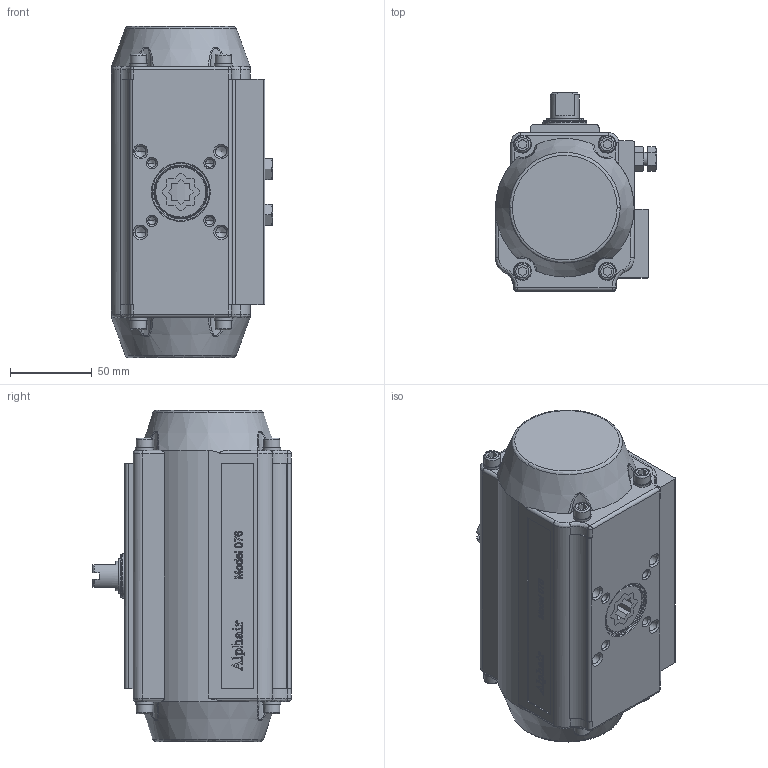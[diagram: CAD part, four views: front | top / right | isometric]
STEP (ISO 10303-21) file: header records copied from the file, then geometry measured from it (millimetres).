
FILE_DESCRIPTION (( 'STEP AP214' ), '1' );
FILE_NAME ('PA-RE076 heco.STEP', '2013-06-28T12:18:30', ( 'test' ), ( '' ), 'SwSTEP 2.0', 'SolidWorks 2011', '' );
FILE_SCHEMA (( 'AUTOMOTIVE_DESIGN' ));
Length unit declared in the file: millimetre
Products named in the file (1): PA-RE076 heco
Bounding box: 98.75 x 121.7 x 203 mm (x, y, z)
Volume: 1470667.2 mm3; surface area: 126673.1 mm2
Topology: 1 solids, 21 shells, 939 faces, 2512 edges, 1652 vertices
Faces by surface type: plane 426, bspline 213, cylinder 152, cone 148
Full cylindrical faces by diameter (mm): 1.5 x2, 4 x2, 4.2 x8, 5 x14, 6 x8, 6.5 x8, 6.8 x4, 8 x4, 8.2 x2, 10 x8, 11 x8, 12 x2, 13 x2, 16.7 x1, 17 x2, 18 x3, 19 x1, 19.2 x1, 19.5 x1, 21.7 x1, 22.1 x1, 26.5 x1, 27 x1, 31.7 x1, 32.1 x1, 35.1 x1, 74.8 x2, 75.1 x2
Entity records: 63971 total; most frequent: CARTESIAN_POINT 34102, ORIENTED_EDGE 4602, DIRECTION 2665, EDGE_CURVE 2301, VERTEX_POINT 1620, B_SPLINE_CURVE_WITH_KNOTS 1184, EDGE_LOOP 1181, FACE_OUTER_BOUND 1040
